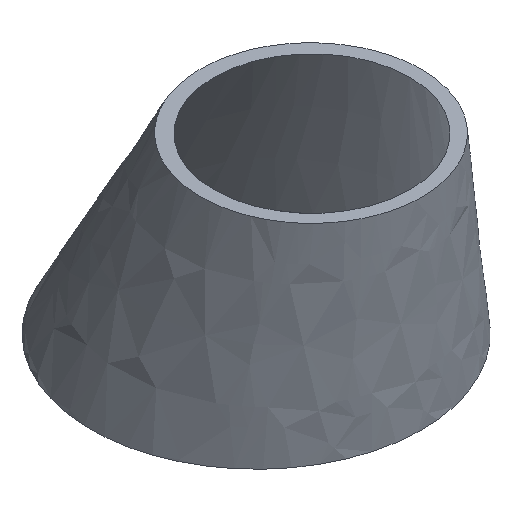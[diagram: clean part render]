
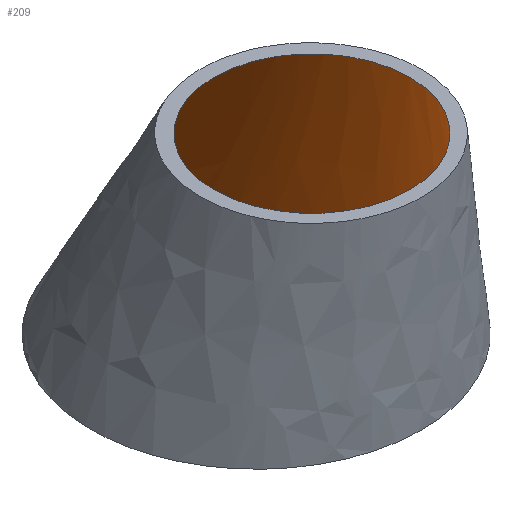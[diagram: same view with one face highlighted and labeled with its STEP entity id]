
A CAD part, isometric view. The second image highlights one B-rep face of the part: STEP entity #209.
In plain terms, the highlighted free-form (B-spline) face has degree [3, 3] with [28, 4] control points.
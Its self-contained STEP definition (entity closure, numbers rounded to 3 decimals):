
#68=CARTESIAN_POINT('',(25.,9.,-33.));
#69=CARTESIAN_POINT('',(25.,7.13,-33.));
#70=CARTESIAN_POINT('',(24.579,3.39,-33.));
#71=CARTESIAN_POINT('',(22.714,-1.939,-33.));
#72=CARTESIAN_POINT('',(19.71,-6.718,-33.));
#73=CARTESIAN_POINT('',(15.276,-11.155,-33.));
#74=CARTESIAN_POINT('',(9.271,-14.622,-33.));
#75=CARTESIAN_POINT('',(1.896,-16.305,-33.));
#76=CARTESIAN_POINT('',(-5.647,-15.74,-33.));
#77=CARTESIAN_POINT('',(-12.688,-12.976,-33.0));
#78=CARTESIAN_POINT('',(-18.602,-8.26,-33.));
#79=CARTESIAN_POINT('',(-22.863,-2.01,-33.0));
#80=CARTESIAN_POINT('',(-25.093,5.218,-33.0));
#81=CARTESIAN_POINT('',(-25.093,12.782,-33.0));
#82=CARTESIAN_POINT('',(-22.863,20.01,-33.));
#83=CARTESIAN_POINT('',(-18.602,26.26,-33.));
#84=CARTESIAN_POINT('',(-12.688,30.976,-33.0));
#85=CARTESIAN_POINT('',(-6.234,33.509,-33.));
#86=CARTESIAN_POINT('',(0.,34.21,-33.0));
#87=CARTESIAN_POINT('',(6.234,33.509,-33.));
#88=CARTESIAN_POINT('',(11.514,31.437,-33.0));
#89=CARTESIAN_POINT('',(15.387,28.795,-33.));
#90=CARTESIAN_POINT('',(17.715,26.715,-33.));
#91=CARTESIAN_POINT('',(20.211,23.922,-33.));
#92=CARTESIAN_POINT('',(22.714,19.939,-33.));
#93=CARTESIAN_POINT('',(24.579,14.61,-33.));
#94=CARTESIAN_POINT('',(25.,10.87,-33.));
#95=CARTESIAN_POINT('',(25.,9.,-33.));
#96=CARTESIAN_POINT('',(22.,6.,-22.));
#97=CARTESIAN_POINT('',(22.,4.354,-22.));
#98=CARTESIAN_POINT('',(21.629,1.063,-22.));
#99=CARTESIAN_POINT('',(19.989,-3.626,-22.));
#100=CARTESIAN_POINT('',(17.345,-7.832,-22.));
#101=CARTESIAN_POINT('',(13.443,-11.736,-22.));
#102=CARTESIAN_POINT('',(8.158,-14.788,-22.));
#103=CARTESIAN_POINT('',(1.669,-16.268,-22.));
#104=CARTESIAN_POINT('',(-4.969,-15.771,-22.0));
#105=CARTESIAN_POINT('',(-11.166,-13.339,-22.0));
#106=CARTESIAN_POINT('',(-16.37,-9.189,-22.));
#107=CARTESIAN_POINT('',(-20.119,-3.689,-22.));
#108=CARTESIAN_POINT('',(-22.081,2.672,-22.));
#109=CARTESIAN_POINT('',(-22.082,9.328,-22.));
#110=CARTESIAN_POINT('',(-20.119,15.689,-22.));
#111=CARTESIAN_POINT('',(-16.37,21.189,-22.0));
#112=CARTESIAN_POINT('',(-11.165,25.339,-22.));
#113=CARTESIAN_POINT('',(-5.486,27.568,-22.));
#114=CARTESIAN_POINT('',(0.,28.185,-22.));
#115=CARTESIAN_POINT('',(5.486,27.568,-22.));
#116=CARTESIAN_POINT('',(10.133,25.745,-22.));
#117=CARTESIAN_POINT('',(13.541,23.419,-22.));
#118=CARTESIAN_POINT('',(15.589,21.589,-22.));
#119=CARTESIAN_POINT('',(17.786,19.131,-22.));
#120=CARTESIAN_POINT('',(19.988,15.626,-22.));
#121=CARTESIAN_POINT('',(21.629,10.937,-22.));
#122=CARTESIAN_POINT('',(22.,7.646,-22.));
#123=CARTESIAN_POINT('',(22.,6.,-22.));
#124=CARTESIAN_POINT('',(19.,3.,-11.));
#125=CARTESIAN_POINT('',(19.,1.579,-11.));
#126=CARTESIAN_POINT('',(18.68,-1.264,-11.));
#127=CARTESIAN_POINT('',(17.263,-5.313,-11.));
#128=CARTESIAN_POINT('',(14.98,-8.946,-11.0));
#129=CARTESIAN_POINT('',(11.61,-12.318,-11.));
#130=CARTESIAN_POINT('',(7.046,-14.953,-11.));
#131=CARTESIAN_POINT('',(1.441,-16.232,-11.));
#132=CARTESIAN_POINT('',(-4.292,-15.802,-11.));
#133=CARTESIAN_POINT('',(-9.643,-13.702,-11.0));
#134=CARTESIAN_POINT('',(-14.137,-10.118,-11.));
#135=CARTESIAN_POINT('',(-17.376,-5.368,-11.));
#136=CARTESIAN_POINT('',(-19.07,0.126,-11.));
#137=CARTESIAN_POINT('',(-19.071,5.874,-11.));
#138=CARTESIAN_POINT('',(-17.376,11.368,-11.));
#139=CARTESIAN_POINT('',(-14.138,16.118,-11.));
#140=CARTESIAN_POINT('',(-9.643,19.702,-11.));
#141=CARTESIAN_POINT('',(-4.737,21.627,-11.));
#142=CARTESIAN_POINT('',(0.,22.16,-11.));
#143=CARTESIAN_POINT('',(4.738,21.627,-11.));
#144=CARTESIAN_POINT('',(8.751,20.052,-11.));
#145=CARTESIAN_POINT('',(11.694,18.044,-11.));
#146=CARTESIAN_POINT('',(13.463,16.463,-11.0));
#147=CARTESIAN_POINT('',(15.36,14.341,-11.));
#148=CARTESIAN_POINT('',(17.263,11.313,-11.));
#149=CARTESIAN_POINT('',(18.68,7.264,-11.));
#150=CARTESIAN_POINT('',(19.,4.421,-11.));
#151=CARTESIAN_POINT('',(19.,3.,-11.));
#152=CARTESIAN_POINT('',(16.,0.,0.0));
#153=CARTESIAN_POINT('',(16.,-1.197,0.0));
#154=CARTESIAN_POINT('',(15.73,-3.59,0.0));
#155=CARTESIAN_POINT('',(14.537,-7.001,0.0));
#156=CARTESIAN_POINT('',(12.615,-10.06,0.0));
#157=CARTESIAN_POINT('',(9.776,-12.899,0.0));
#158=CARTESIAN_POINT('',(5.933,-15.118,0.0));
#159=CARTESIAN_POINT('',(1.214,-16.195,0.0));
#160=CARTESIAN_POINT('',(-3.614,-15.834,0.0));
#161=CARTESIAN_POINT('',(-8.12,-14.065,0.0));
#162=CARTESIAN_POINT('',(-11.905,-11.046,0.0));
#163=CARTESIAN_POINT('',(-14.632,-7.047,0.0));
#164=CARTESIAN_POINT('',(-16.059,-2.421,0.0));
#165=CARTESIAN_POINT('',(-16.059,2.421,0.0));
#166=CARTESIAN_POINT('',(-14.632,7.047,0.0));
#167=CARTESIAN_POINT('',(-11.905,11.046,0.0));
#168=CARTESIAN_POINT('',(-8.12,14.065,0.0));
#169=CARTESIAN_POINT('',(-3.989,15.686,0.0));
#170=CARTESIAN_POINT('',(0.,16.135,0.0));
#171=CARTESIAN_POINT('',(3.99,15.686,0.0));
#172=CARTESIAN_POINT('',(7.369,14.36,0.0));
#173=CARTESIAN_POINT('',(9.848,12.669,0.0));
#174=CARTESIAN_POINT('',(11.337,11.338,0.0));
#175=CARTESIAN_POINT('',(12.935,9.55,0.0));
#176=CARTESIAN_POINT('',(14.537,7.001,0.0));
#177=CARTESIAN_POINT('',(15.73,3.59,0.0));
#178=CARTESIAN_POINT('',(16.,1.197,0.0));
#179=CARTESIAN_POINT('',(16.,0.,0.0));
#180=B_SPLINE_SURFACE_WITH_KNOTS('',3,3,((#68,#96,#124,#152),(#69,#97,#125,#153),(#70,#98,#126,#154),(#71,#99,#127,#155),(#72,#100,#128,#156),(#73,#101,#129,#157),(#74,#102,#130,#158),(#75,#103,#131,#159),(#76,#104,#132,#160),(#77,#105,#133,#161),(#78,#106,#134,#162),(#79,#107,#135,#163),(#80,#108,#136,#164),(#81,#109,#137,#165),(#82,#110,#138,#166),(#83,#111,#139,#167),(#84,#112,#140,#168),(#85,#113,#141,#169),(#86,#114,#142,#170),(#87,#115,#143,#171),(#88,#116,#144,#172),(#89,#117,#145,#173),(#90,#118,#146,#174),(#91,#119,#147,#175),(#92,#120,#148,#176),(#93,#121,#149,#177),(#94,#122,#150,#178),(#95,#123,#151,#179)),.UNSPECIFIED.,.T.,.F.,.U.,(4,1,1,1,1,1,1,1,1,1,1,1,1,1,1,1,1,1,1,1,1,1,1,1,1,4),(4,4),(0.,0.036,0.071,0.107,0.143,0.19,0.238,0.286,0.333,0.381,0.429,0.476,0.524,0.571,0.619,0.667,0.714,0.75,0.786,0.833,0.857,0.875,0.893,0.929,0.964,1.),(0.0,1.0),.UNSPECIFIED.);
#181=CARTESIAN_POINT('',(25.0,9.,-33.0));
#182=VERTEX_POINT('',#181);
#183=CARTESIAN_POINT('',(0.0,9.0,-33.0));
#184=DIRECTION('',(0.0,0.0,1.0));
#185=DIRECTION('',(-1.0,0.0,0.0));
#186=AXIS2_PLACEMENT_3D('',#183,#184,#185);
#187=CIRCLE('',#186,25.0);
#188=EDGE_CURVE('',#182,#182,#187,.T.);
#189=ORIENTED_EDGE('',*,*,#188,.F.);
#190=CARTESIAN_POINT('',(16.,0.,0.0));
#191=VERTEX_POINT('',#190);
#192=CARTESIAN_POINT('',(25.,9.,-33.));
#193=CARTESIAN_POINT('',(22.,6.,-22.));
#194=CARTESIAN_POINT('',(19.,3.,-11.));
#195=CARTESIAN_POINT('',(16.,0.,0.0));
#196=QUASI_UNIFORM_CURVE('',3,(#192,#193,#194,#195),.UNSPECIFIED.,.F.,.U.);
#197=EDGE_CURVE('',#182,#191,#196,.T.);
#198=ORIENTED_EDGE('',*,*,#197,.T.);
#199=CARTESIAN_POINT('',(0.0,0.0,0.0));
#200=DIRECTION('',(0.0,0.0,-1.0));
#201=DIRECTION('',(-1.0,0.0,0.0));
#202=AXIS2_PLACEMENT_3D('',#199,#200,#201);
#203=CIRCLE('',#202,16.);
#204=EDGE_CURVE('',#191,#191,#203,.T.);
#205=ORIENTED_EDGE('',*,*,#204,.F.);
#206=ORIENTED_EDGE('',*,*,#197,.F.);
#207=EDGE_LOOP('',(#189,#198,#205,#206));
#208=FACE_OUTER_BOUND('',#207,.T.);
#209=ADVANCED_FACE('',(#208),#180,.T.);
